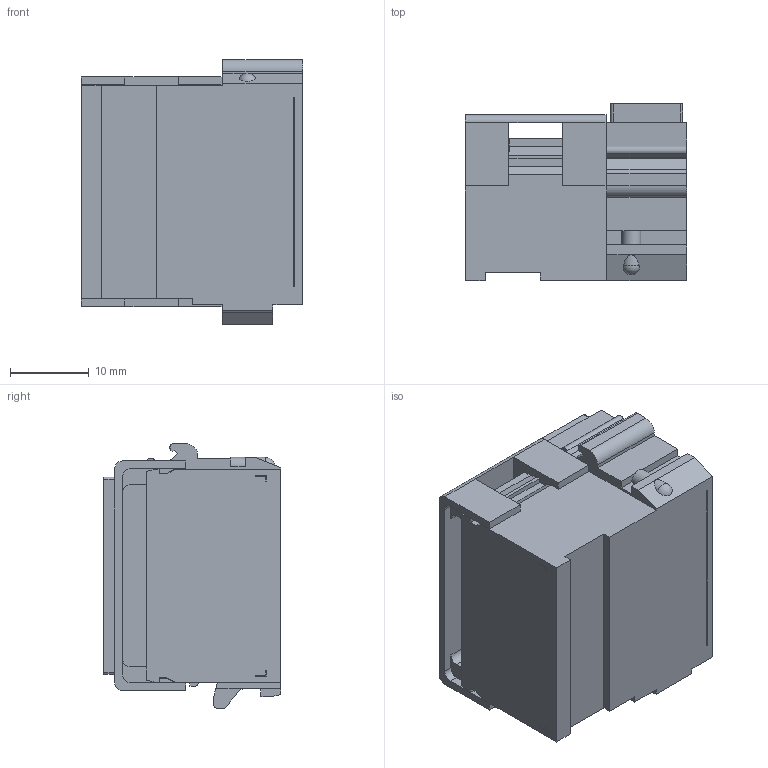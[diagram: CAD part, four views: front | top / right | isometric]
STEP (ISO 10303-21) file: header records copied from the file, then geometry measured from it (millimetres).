
FILE_DESCRIPTION((''),'2;1');
FILE_NAME('00176520177','2020-05-11T',('presta_be4'),(''),'CREO PARAMETRIC BY PTC INC, 2018360','CREO PARAMETRIC BY PTC INC, 2018360','');
FILE_SCHEMA(('CONFIG_CONTROL_DESIGN'));
Products named in the file (1): 00176520177
Bounding box: 28 x 22.45 x 33.55 mm (x, y, z)
Volume: 10269.2 mm3; surface area: 10724.8 mm2
Topology: 1 solids, 1 shells, 2412 faces, 6166 edges, 3877 vertices
Faces by surface type: plane 1297, cylinder 430, cone 396, torus 288, sphere 1
Entity records: 74282 total; most frequent: CARTESIAN_POINT 14838, DIRECTION 12751, ORIENTED_EDGE 12260, EDGE_CURVE 6130, AXIS2_PLACEMENT_3D 4595, VERTEX_POINT 3877, VECTOR 3561, LINE 3561
